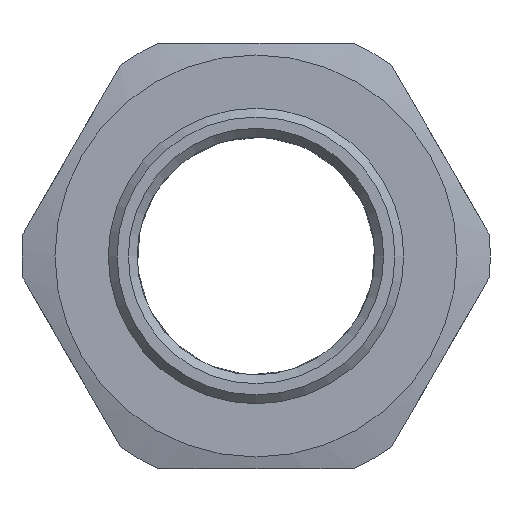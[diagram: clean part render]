
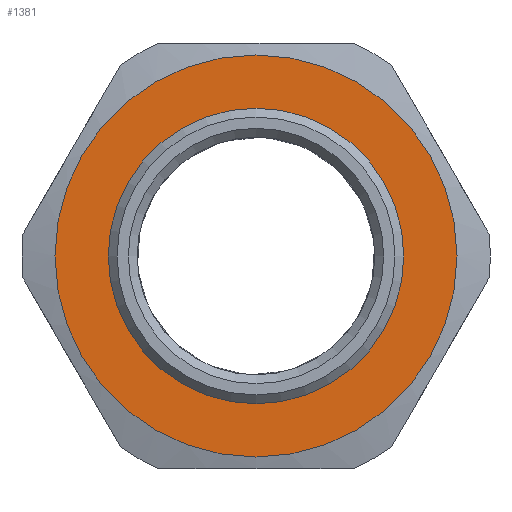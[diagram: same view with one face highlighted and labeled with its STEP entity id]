
A CAD part, left-side view. The second image highlights one B-rep face of the part: STEP entity #1381.
In plain terms, the highlighted planar face has unit normal (-1, 0, 0).
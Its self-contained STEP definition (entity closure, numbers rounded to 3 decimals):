
#44 = CIRCLE ( 'NONE', #817, 12.5 ) ;
#50 = CIRCLE ( 'NONE', #819, 17. ) ;
#91 = AXIS2_PLACEMENT_3D ( 'NONE', #702, #705, #691 ) ;
#134 = ORIENTED_EDGE ( 'NONE', *, *, #981, .T. ) ;
#270 = CARTESIAN_POINT ( 'NONE',  ( 10.3, 0., -12.5 ) ) ;
#271 = CARTESIAN_POINT ( 'NONE',  ( 10.3, 0., -17. ) ) ;
#404 = EDGE_LOOP ( 'NONE', ( #134 ) ) ;
#423 = EDGE_LOOP ( 'NONE', ( #1709 ) ) ;
#691 = DIRECTION ( 'NONE',  ( 0., 0., -1. ) ) ;
#697 = PLANE ( 'NONE',  #91 ) ;
#702 = CARTESIAN_POINT ( 'NONE',  ( 10.3, 12.5, 0. ) ) ;
#705 = DIRECTION ( 'NONE',  ( 1., 0., 0. ) ) ;
#817 = AXIS2_PLACEMENT_3D ( 'NONE', #1545, #1542, #1540 ) ;
#819 = AXIS2_PLACEMENT_3D ( 'NONE', #1560, #1556, #1552 ) ;
#975 = EDGE_CURVE ( 'NONE', #1384, #1384, #50, .T. ) ;
#981 = EDGE_CURVE ( 'NONE', #1380, #1380, #44, .T. ) ;
#1380 = VERTEX_POINT ( 'NONE', #270 ) ;
#1381 = ADVANCED_FACE ( 'NONE', ( #1645, #1673 ), #697, .F. ) ;
#1384 = VERTEX_POINT ( 'NONE', #271 ) ;
#1540 = DIRECTION ( 'NONE',  ( 0., 0., -1. ) ) ;
#1542 = DIRECTION ( 'NONE',  ( 1., 0., 0. ) ) ;
#1545 = CARTESIAN_POINT ( 'NONE',  ( 10.3, 0., 0. ) ) ;
#1552 = DIRECTION ( 'NONE',  ( 0., 0., -1. ) ) ;
#1556 = DIRECTION ( 'NONE',  ( 1., 0., 0. ) ) ;
#1560 = CARTESIAN_POINT ( 'NONE',  ( 10.3, 0., 0. ) ) ;
#1645 = FACE_OUTER_BOUND ( 'NONE', #423, .T. ) ;
#1673 = FACE_BOUND ( 'NONE', #404, .T. ) ;
#1709 = ORIENTED_EDGE ( 'NONE', *, *, #975, .F. ) ;
